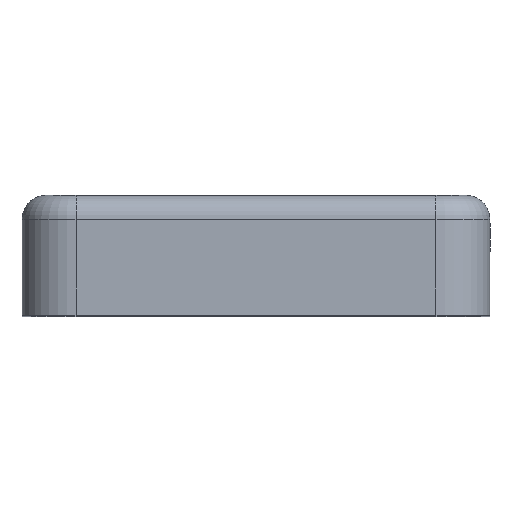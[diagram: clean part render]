
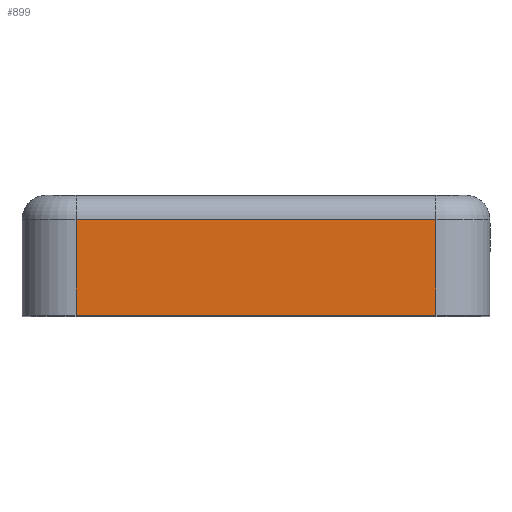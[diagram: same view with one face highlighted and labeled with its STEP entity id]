
A CAD part, top view. The second image highlights one B-rep face of the part: STEP entity #899.
In plain terms, the highlighted planar face has unit normal (0, 0, 1).
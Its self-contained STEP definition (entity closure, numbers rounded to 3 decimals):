
#96 = CARTESIAN_POINT ( 'NONE',  ( 6., -0.8, 13.4 ) ) ;
#159 = DIRECTION ( 'NONE',  ( -1., 0., 0. ) ) ;
#173 = DIRECTION ( 'NONE',  ( 0., -1., 0. ) ) ;
#254 = LINE ( 'NONE', #553, #1174 ) ;
#265 = VERTEX_POINT ( 'NONE', #801 ) ;
#275 = DIRECTION ( 'NONE',  ( 0., 1., 0. ) ) ;
#361 = CARTESIAN_POINT ( 'NONE',  ( 6., 0., 13.4 ) ) ;
#385 = ORIENTED_EDGE ( 'NONE', *, *, #387, .T. ) ;
#387 = EDGE_CURVE ( 'NONE', #1512, #1951, #905, .T. ) ;
#484 = ORIENTED_EDGE ( 'NONE', *, *, #819, .F. ) ;
#533 = FACE_OUTER_BOUND ( 'NONE', #1188, .T. ) ;
#553 = CARTESIAN_POINT ( 'NONE',  ( 6., -4., 13.4 ) ) ;
#664 = DIRECTION ( 'NONE',  ( 0., 0., -1. ) ) ;
#801 = CARTESIAN_POINT ( 'NONE',  ( 6., -4., 13.4 ) ) ;
#806 = CARTESIAN_POINT ( 'NONE',  ( 6., 0., 13.4 ) ) ;
#819 = EDGE_CURVE ( 'NONE', #1215, #265, #1787, .T. ) ;
#849 = CARTESIAN_POINT ( 'NONE',  ( -6., 0., 13.4 ) ) ;
#868 = CARTESIAN_POINT ( 'NONE',  ( -6., -0.8, 13.4 ) ) ;
#871 = VECTOR ( 'NONE', #1660, 1000. ) ;
#899 = ADVANCED_FACE ( 'NONE', ( #533 ), #1198, .F. ) ;
#905 = LINE ( 'NONE', #849, #1631 ) ;
#1053 = ORIENTED_EDGE ( 'NONE', *, *, #1124, .F. ) ;
#1080 = EDGE_CURVE ( 'NONE', #1215, #1512, #2399, .T. ) ;
#1124 = EDGE_CURVE ( 'NONE', #265, #1951, #254, .T. ) ;
#1174 = VECTOR ( 'NONE', #159, 1000. ) ;
#1176 = CARTESIAN_POINT ( 'NONE',  ( 6., -0.8, 13.4 ) ) ;
#1188 = EDGE_LOOP ( 'NONE', ( #1053, #484, #2138, #385 ) ) ;
#1198 = PLANE ( 'NONE',  #1381 ) ;
#1215 = VERTEX_POINT ( 'NONE', #1176 ) ;
#1381 = AXIS2_PLACEMENT_3D ( 'NONE', #806, #664, #275 ) ;
#1512 = VERTEX_POINT ( 'NONE', #868 ) ;
#1631 = VECTOR ( 'NONE', #1987, 1000. ) ;
#1659 = VECTOR ( 'NONE', #173, 1000. ) ;
#1660 = DIRECTION ( 'NONE',  ( -1., 0., 0. ) ) ;
#1787 = LINE ( 'NONE', #361, #1659 ) ;
#1951 = VERTEX_POINT ( 'NONE', #2426 ) ;
#1987 = DIRECTION ( 'NONE',  ( 0., -1., 0. ) ) ;
#2138 = ORIENTED_EDGE ( 'NONE', *, *, #1080, .T. ) ;
#2399 = LINE ( 'NONE', #96, #871 ) ;
#2426 = CARTESIAN_POINT ( 'NONE',  ( -6., -4., 13.4 ) ) ;
